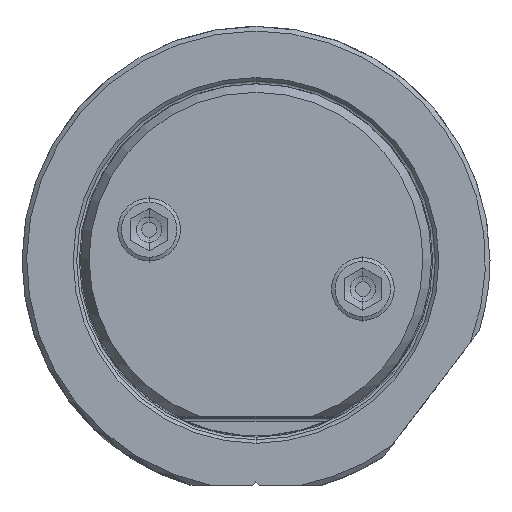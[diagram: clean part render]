
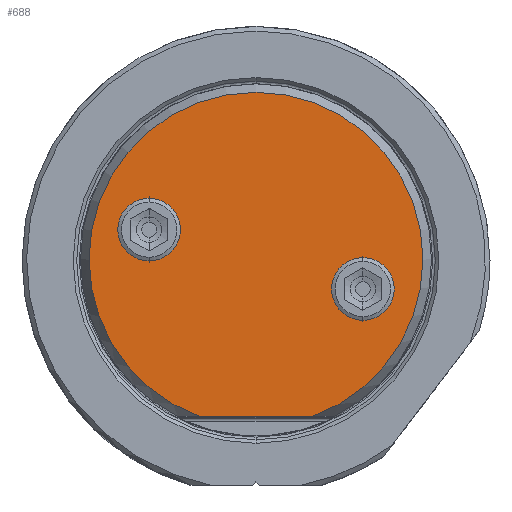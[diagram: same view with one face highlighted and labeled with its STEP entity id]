
A CAD part, top view. The second image highlights one B-rep face of the part: STEP entity #688.
In plain terms, the highlighted planar face has unit normal (0, 0, 1).
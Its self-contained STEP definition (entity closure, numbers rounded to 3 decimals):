
#215=PLANE('',#6261);
#688=ADVANCED_FACE('',(#1025,#1026,#1027),#215,.T.);
#1025=FACE_BOUND('',#1166,.T.);
#1026=FACE_BOUND('',#1167,.T.);
#1027=FACE_BOUND('',#1168,.T.);
#1166=EDGE_LOOP('',(#3158,#3159,#3160));
#1167=EDGE_LOOP('',(#3161,#3162));
#1168=EDGE_LOOP('',(#3163,#3164));
#1482=CIRCLE('',#6252,3.4);
#1484=CIRCLE('',#6255,3.4);
#1485=CIRCLE('',#6257,18.122);
#1486=CIRCLE('',#6258,18.122);
#1487=CIRCLE('',#6259,3.4);
#1488=CIRCLE('',#6260,3.4);
#1879=LINE('',#13807,#2202);
#2202=VECTOR('',#7357,1.);
#3158=ORIENTED_EDGE('',*,*,#5194,.T.);
#3159=ORIENTED_EDGE('',*,*,#5195,.T.);
#3160=ORIENTED_EDGE('',*,*,#5196,.T.);
#3161=ORIENTED_EDGE('',*,*,#5190,.T.);
#3162=ORIENTED_EDGE('',*,*,#5193,.T.);
#3163=ORIENTED_EDGE('',*,*,#5197,.T.);
#3164=ORIENTED_EDGE('',*,*,#5198,.T.);
#4481=VERTEX_POINT('',#13796);
#4482=VERTEX_POINT('',#13798);
#4483=VERTEX_POINT('',#13805);
#4484=VERTEX_POINT('',#13806);
#4485=VERTEX_POINT('',#13808);
#4486=VERTEX_POINT('',#13811);
#4487=VERTEX_POINT('',#13812);
#5190=EDGE_CURVE('',#4482,#4481,#1482,.T.);
#5193=EDGE_CURVE('',#4481,#4482,#1484,.T.);
#5194=EDGE_CURVE('',#4483,#4484,#1485,.T.);
#5195=EDGE_CURVE('',#4484,#4485,#1879,.T.);
#5196=EDGE_CURVE('',#4485,#4483,#1486,.T.);
#5197=EDGE_CURVE('',#4486,#4487,#1487,.T.);
#5198=EDGE_CURVE('',#4487,#4486,#1488,.T.);
#6252=AXIS2_PLACEMENT_3D('',#13797,#7344,#7345);
#6255=AXIS2_PLACEMENT_3D('',#13802,#7351,#7352);
#6257=AXIS2_PLACEMENT_3D('',#13804,#7355,#7356);
#6258=AXIS2_PLACEMENT_3D('',#13809,#7358,#7359);
#6259=AXIS2_PLACEMENT_3D('',#13810,#7360,#7361);
#6260=AXIS2_PLACEMENT_3D('',#13813,#7362,#7363);
#6261=AXIS2_PLACEMENT_3D('',#13814,#7364,#7365);
#7344=DIRECTION('',(0.,0.,-1.));
#7345=DIRECTION('',(1.,0.,0.));
#7351=DIRECTION('',(0.,0.,-1.));
#7352=DIRECTION('',(-1.,0.,0.));
#7355=DIRECTION('',(0.,0.,1.));
#7356=DIRECTION('',(0.,1.,0.));
#7357=DIRECTION('',(1.,0.,0.));
#7358=DIRECTION('',(0.,0.,1.));
#7359=DIRECTION('',(0.339,-0.941,0.));
#7360=DIRECTION('',(0.,0.,-1.));
#7361=DIRECTION('',(1.,0.,0.));
#7362=DIRECTION('',(0.,0.,-1.));
#7363=DIRECTION('',(-1.,0.,0.));
#7364=DIRECTION('',(0.,0.,1.));
#7365=DIRECTION('',(1.,0.,0.));
#13796=CARTESIAN_POINT('',(8.204,-3.223,69.85));
#13797=CARTESIAN_POINT('',(11.604,-3.223,69.85));
#13798=CARTESIAN_POINT('',(15.004,-3.223,69.85));
#13802=CARTESIAN_POINT('',(11.604,-3.223,69.85));
#13804=CARTESIAN_POINT('',(0.,0.,69.85));
#13805=CARTESIAN_POINT('',(0.,18.122,69.85));
#13806=CARTESIAN_POINT('',(-6.141,-17.05,69.85));
#13807=CARTESIAN_POINT('',(-6.141,-17.05,69.85));
#13808=CARTESIAN_POINT('',(6.141,-17.05,69.85));
#13809=CARTESIAN_POINT('',(0.,0.,69.85));
#13810=CARTESIAN_POINT('',(-11.604,3.223,69.85));
#13811=CARTESIAN_POINT('',(-8.204,3.223,69.85));
#13812=CARTESIAN_POINT('',(-15.004,3.223,69.85));
#13813=CARTESIAN_POINT('',(-11.604,3.223,69.85));
#13814=CARTESIAN_POINT('',(0.,0.536,69.85));
